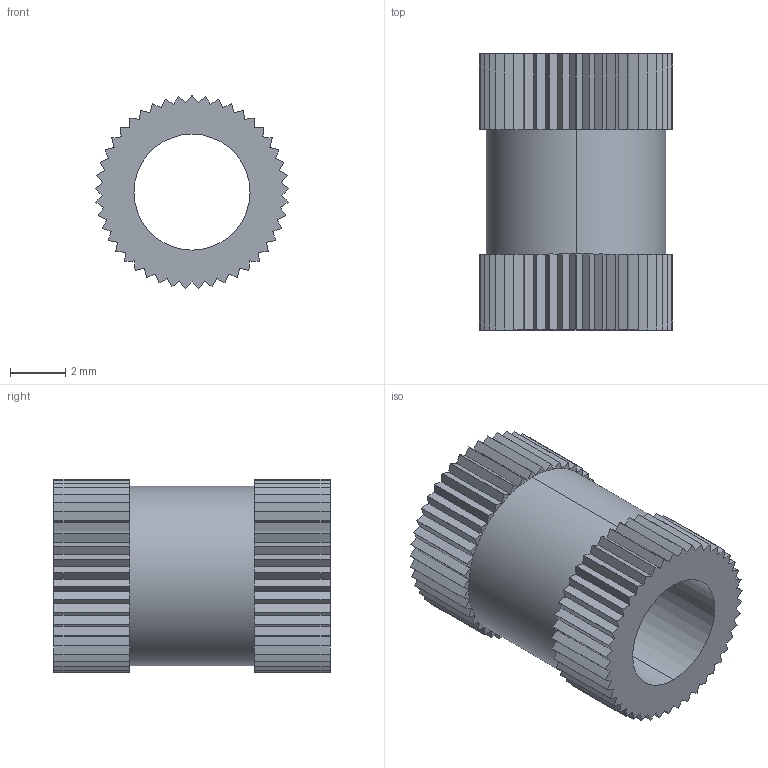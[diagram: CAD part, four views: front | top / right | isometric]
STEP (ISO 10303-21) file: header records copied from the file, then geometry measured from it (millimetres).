
FILE_DESCRIPTION (( 'STEP AP214' ), '1' );
FILE_NAME ('M5x10x7 - Heat Set Insert.step', '2019-11-11T12:28:21', ( '' ), ( '' ), 'SwSTEP 2.0', 'SolidWorks 2019', '' );
FILE_SCHEMA (( 'AUTOMOTIVE_DESIGN' ));
Length unit declared in the file: millimetre
Products named in the file (1): M5x10x7 - Heat Set Insert
Bounding box: 7 x 10 x 6.99 mm (x, y, z)
Volume: 207.3 mm3; surface area: 443.1 mm2
Topology: 1 solids, 1 shells, 366 faces, 910 edges, 546 vertices
Faces by surface type: plane 272, cylinder 94
Entity records: 10734 total; most frequent: DIRECTION 1920, CARTESIAN_POINT 1823, ORIENTED_EDGE 1820, EDGE_CURVE 910, AXIS2_PLACEMENT_3D 643, VECTOR 634, LINE 634, VERTEX_POINT 546
